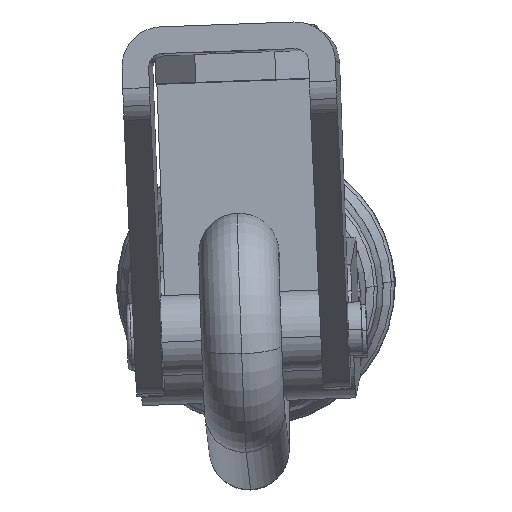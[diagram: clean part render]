
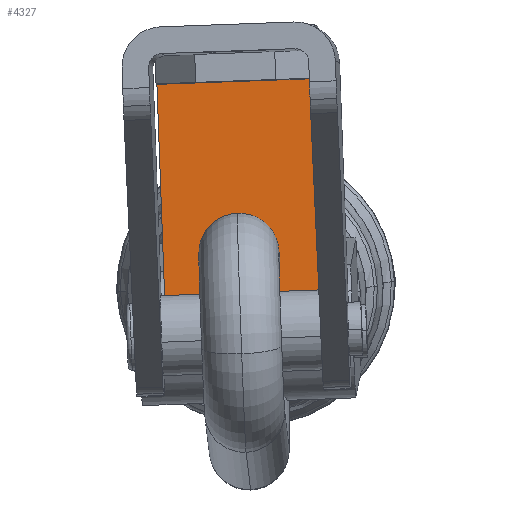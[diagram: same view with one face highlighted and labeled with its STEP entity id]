
A CAD part, left-side view. The second image highlights one B-rep face of the part: STEP entity #4327.
In plain terms, the highlighted planar face has unit normal (-1, 0.007, 0.004).
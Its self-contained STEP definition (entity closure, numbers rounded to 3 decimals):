
#3989=CARTESIAN_POINT('',(-5.805,-22.349,-27.575));
#3990=VERTEX_POINT('',#3989);
#3998=CARTESIAN_POINT('',(-5.63,1.635,-28.448));
#3999=VERTEX_POINT('',#3998);
#4000=CARTESIAN_POINT('',(-5.805,-22.349,-27.575));
#4001=DIRECTION('',(0.007,0.999,-0.036));
#4002=VECTOR('',#4001,24.);
#4003=LINE('',#4000,#4002);
#4004=EDGE_CURVE('',#3990,#3999,#4003,.T.);
#4297=CARTESIAN_POINT('',(-5.659,-20.968,10.4));
#4298=DIRECTION('',(-1.,0.007,0.004));
#4299=DIRECTION('',(0.007,0.999,-0.036));
#4300=AXIS2_PLACEMENT_3D('',#4297,#4298,#4299);
#4301=PLANE('',#4300);
#4302=CARTESIAN_POINT('',(-5.484,3.016,9.527));
#4303=VERTEX_POINT('',#4302);
#4304=CARTESIAN_POINT('',(-5.484,3.016,9.527));
#4305=DIRECTION('',(-0.004,-0.036,-0.999));
#4306=VECTOR('',#4305,38.);
#4307=LINE('',#4304,#4306);
#4308=EDGE_CURVE('',#4303,#3999,#4307,.T.);
#4309=ORIENTED_EDGE('',*,*,#4308,.T.);
#4310=ORIENTED_EDGE('',*,*,#4004,.F.);
#4311=CARTESIAN_POINT('',(-5.659,-20.968,10.4));
#4312=VERTEX_POINT('',#4311);
#4313=CARTESIAN_POINT('',(-5.805,-22.349,-27.575));
#4314=DIRECTION('',(0.004,0.036,0.999));
#4315=VECTOR('',#4314,38.);
#4316=LINE('',#4313,#4315);
#4317=EDGE_CURVE('',#3990,#4312,#4316,.T.);
#4318=ORIENTED_EDGE('',*,*,#4317,.T.);
#4319=CARTESIAN_POINT('',(-5.659,-20.968,10.4));
#4320=DIRECTION('',(0.007,0.999,-0.036));
#4321=VECTOR('',#4320,24.);
#4322=LINE('',#4319,#4321);
#4323=EDGE_CURVE('',#4312,#4303,#4322,.T.);
#4324=ORIENTED_EDGE('',*,*,#4323,.T.);
#4325=EDGE_LOOP('',(#4309,#4310,#4318,#4324));
#4326=FACE_OUTER_BOUND('',#4325,.T.);
#4327=ADVANCED_FACE('',(#4326),#4301,.T.);
